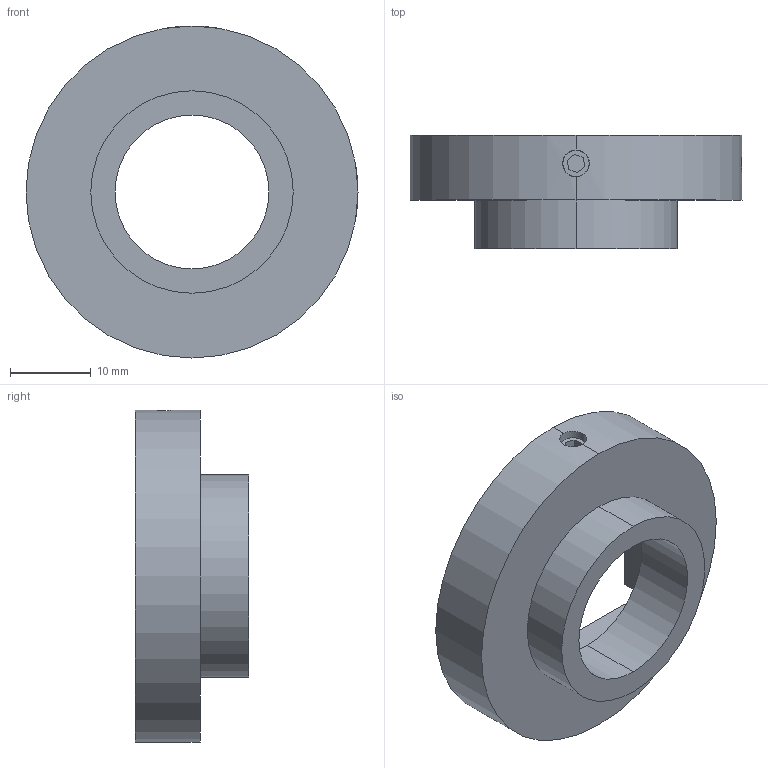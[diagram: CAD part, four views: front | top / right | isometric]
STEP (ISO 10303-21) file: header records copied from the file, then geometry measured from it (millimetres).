
FILE_DESCRIPTION (( 'STEP AP203' ), '1' );
FILE_NAME ('MAD25-S2C-25.STEP', '2022-07-15T00:56:31', ( '' ), ( '' ), 'SwSTEP 2.0', 'SolidWorks 2021', '' );
FILE_SCHEMA (( 'CONFIG_CONTROL_DESIGN' ));
Length unit declared in the file: millimetre
Products named in the file (1): MAD25-S2C-25
Bounding box: 41 x 14 x 41 mm (x, y, z)
Surface area: 4891.4 mm2 (no closed solid volume)
Topology: 0 solids, 5 shells, 89 faces, 451 edges, 360 vertices
Faces by surface type: plane 68, cylinder 21
Entity records: 4586 total; most frequent: CARTESIAN_POINT 1011, DIRECTION 667, ORIENTED_EDGE 632, EDGE_CURVE 451, VECTOR 403, LINE 403, VERTEX_POINT 360, AXIS2_PLACEMENT_3D 132
